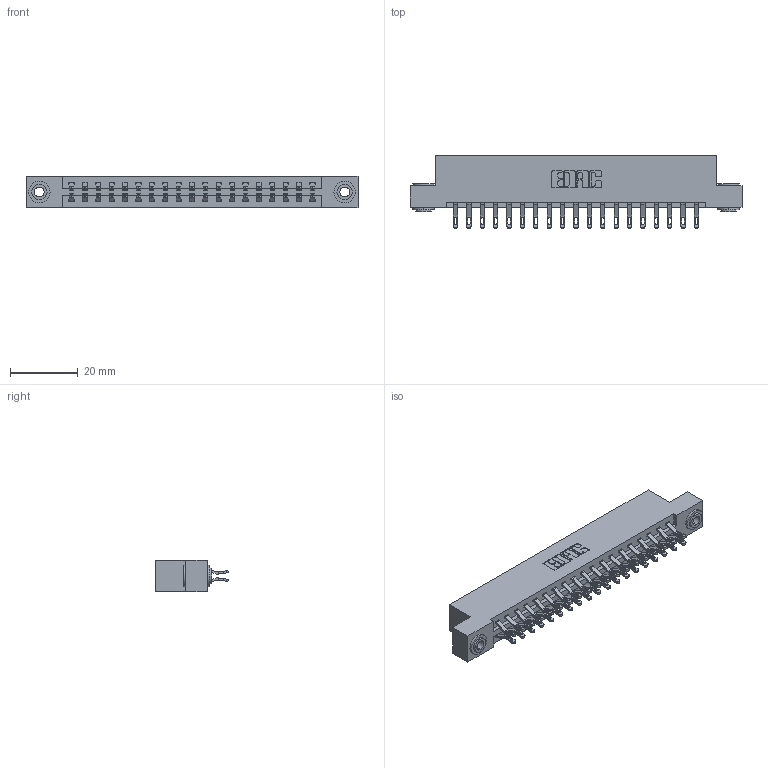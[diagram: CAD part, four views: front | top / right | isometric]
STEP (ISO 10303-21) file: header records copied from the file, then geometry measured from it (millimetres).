
FILE_DESCRIPTION (( 'STEP AP203' ), '1' );
FILE_NAME ('387-038-555-203.STEP', '2019-10-17T22:00:33', ( '' ), ( '' ), 'SwSTEP 2.0', 'SolidWorks 2016', '' );
FILE_SCHEMA (( 'CONFIG_CONTROL_DESIGN' ));
Length unit declared in the file: inch
Products named in the file (4): 387-038-555-203; 345-292-001_555 Tail; 337 Part_Flush Mounting Lugs - 0.156 Dia-TH; 345-250-002_345-250-002-102
Assembly tree (41 placements, depth 2):
  387-038-555-203
    337 Part_Flush Mounting Lugs - 0.156 Dia-TH
    345-292-001_555 Tail  x38
    345-250-002_345-250-002-102  x2
Bounding box: 98.3 x 21.47 x 9.4 mm (x, y, z)
Volume: 10182.9 mm3; surface area: 11928.1 mm2
Topology: 41 solids, 41 shells, 2432 faces, 7569 edges, 5042 vertices
Faces by surface type: plane 1448, cylinder 976, cone 8
Entity records: 18682 total; most frequent: CARTESIAN_POINT 3175, ORIENTED_EDGE 3074, DIRECTION 2747, EDGE_CURVE 1537, VECTOR 1365, LINE 1365, VERTEX_POINT 1022, AXIS2_PLACEMENT_3D 691
